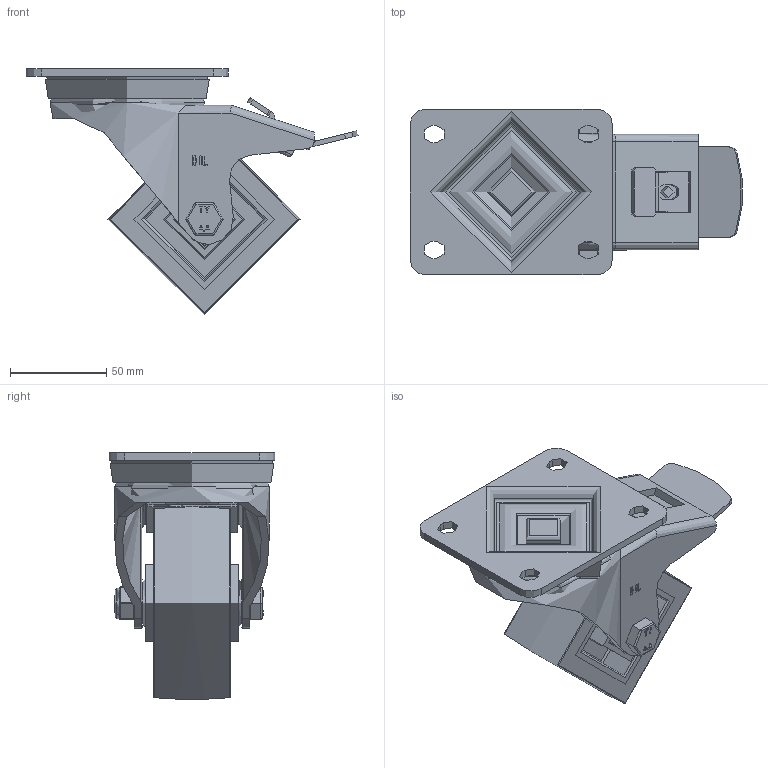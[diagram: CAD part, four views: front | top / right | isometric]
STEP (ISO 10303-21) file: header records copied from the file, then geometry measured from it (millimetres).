
FILE_DESCRIPTION(/* description */ (''),/* implementation_level */ '2;1');
FILE_NAME(/* name */ 'BZH100NPBJSWB.step',/* time_stamp */ '2025-06-04T09:22:08+01:00',/* author */ (''),/* organization */ (''),/* preprocessor_version */ 'ST-DEVELOPER v20.1',/* originating_system */ 'Autodesk Translation Framework v14.10.0.0',/* authorisation */ '');
FILE_SCHEMA (('AUTOMOTIVE_DESIGN { 1 0 10303 214 3 1 1 }'));
Length unit declared in the file: millimetre
Products named in the file (34): BZH100NPBJSWB; BZH100ASSWB - 52 v1; ZINC PLATED, PRESSED STEEL TOP PLATE; BRAKE PAD; BRAKE PAD Geometry; BRAKE BOLT; ZINC PLATED, PRESSED STEEL FORKS; BEARING SEAL; ZINC PLATED, PRESSED STEEL BRAKE PEDAL; BZH100WNPBJM15 v1; POLYURETHANE TYRE; NYLON RIM; BEARING6002; Pattern; BEARING6002 (1); Pattern (1); Component1; METAL; METAL2; MIDDLE; RUBBER; BEARING SPACER; TUBEM15X50 v1; ZINC PLATED AXLE TUBE; WP15X25X2BLK v1; NYLON WASHER; WP15X25X2BLK v1 (1); NYLON WASHER (1); HEXBOLTM10X70Z8.8 v2; GRADE 8.8 THREADED ZINC PLATED BOLT; NYLOCM10Z v1; NYLOC NUT; RUBBER (1); NUT
Assembly tree (56 placements, depth 5):
  BZH100NPBJSWB
    BZH100ASSWB - 52 v1
      ZINC PLATED, PRESSED STEEL TOP PLATE
      BRAKE PAD
        BRAKE PAD Geometry
        BRAKE BOLT
      ZINC PLATED, PRESSED STEEL FORKS
      BEARING SEAL
      ZINC PLATED, PRESSED STEEL BRAKE PEDAL
    BZH100WNPBJM15 v1
      POLYURETHANE TYRE
      NYLON RIM
      BEARING6002
        METAL
        METAL2
        Pattern
          Component1  x9
        MIDDLE
        RUBBER  x2
      BEARING6002 (1)
        Pattern (1)
          Component1  x9
        METAL
        METAL2
        MIDDLE
        RUBBER  x2
      BEARING SPACER
    TUBEM15X50 v1
      ZINC PLATED AXLE TUBE
    WP15X25X2BLK v1
      NYLON WASHER
    WP15X25X2BLK v1 (1)
      NYLON WASHER (1)
    HEXBOLTM10X70Z8.8 v2
      GRADE 8.8 THREADED ZINC PLATED BOLT
    NYLOCM10Z v1
      NYLOC NUT
        RUBBER (1)
        NUT
Bounding box: 172.17 x 86 x 127.89 mm (x, y, z)
Volume: 396065.9 mm3; surface area: 171812 mm2
Topology: 43 solids, 43 shells, 1370 faces, 3523 edges, 2297 vertices
Faces by surface type: plane 568, bspline 403, cylinder 272, sphere 66, torus 34, cone 27
Full cylindrical faces by diameter (mm): 6 x2, 8.141 x18, 9.85 x19, 10 x3, 10.2 x2, 10.5 x1, 12 x2, 15 x4, 15.75 x2, 16 x2, 19 x3, 20 x5, 20.5 x4, 21.5 x4, 25 x4, 26.8 x4, 28 x2, 28.2 x8, 30 x1, 31 x1, 32 x5, 40 x2, 60 x1, 63 x2, 72 x1, 73 x2, 80 x1
Entity records: 33748 total; most frequent: CARTESIAN_POINT 12439, ORIENTED_EDGE 4368, DIRECTION 4024, EDGE_CURVE 2184, AXIS2_PLACEMENT_3D 1457, VERTEX_POINT 1417, LINE 1110, VECTOR 1110
